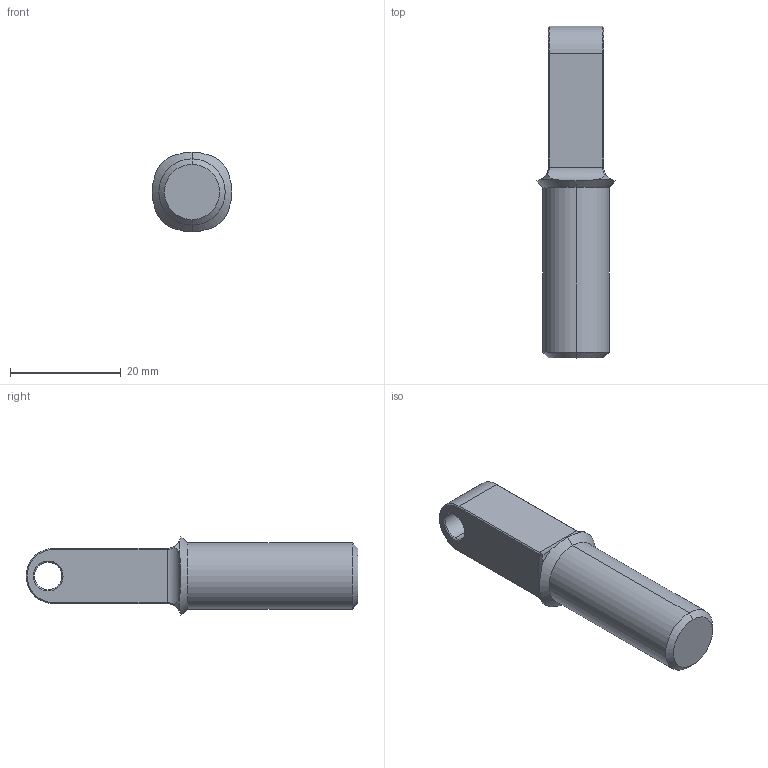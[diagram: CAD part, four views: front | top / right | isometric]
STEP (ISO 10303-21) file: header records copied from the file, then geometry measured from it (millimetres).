
FILE_DESCRIPTION (( 'STEP AP214' ), '1' );
FILE_NAME ('12mm Shank.STEP', '2025-02-15T11:11:30', ( '' ), ( '' ), 'SwSTEP 2.0', 'SolidWorks 2020', '' );
FILE_SCHEMA (( 'AUTOMOTIVE_DESIGN' ));
Length unit declared in the file: millimetre
Products named in the file (1): 12mm Shank
Bounding box: 14.43 x 60 x 14.43 mm (x, y, z)
Volume: 6174.6 mm3; surface area: 2618.2 mm2
Topology: 1 solids, 1 shells, 39 faces, 89 edges, 52 vertices
Faces by surface type: cylinder 14, cone 12, plane 9, bspline 4
Entity records: 1305 total; most frequent: CARTESIAN_POINT 447, ORIENTED_EDGE 178, DIRECTION 157, EDGE_CURVE 89, AXIS2_PLACEMENT_3D 62, VERTEX_POINT 52, EDGE_LOOP 41, ADVANCED_FACE 39
